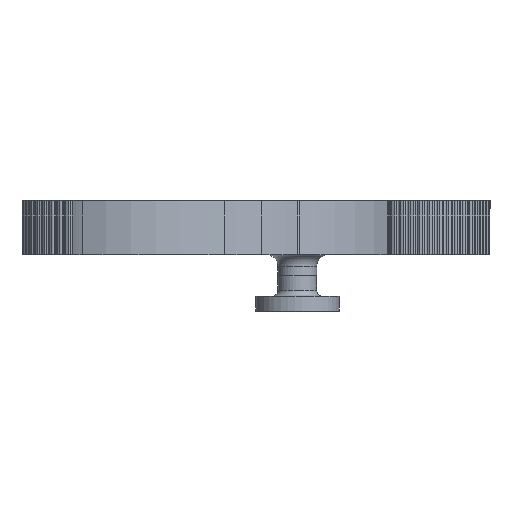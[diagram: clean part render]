
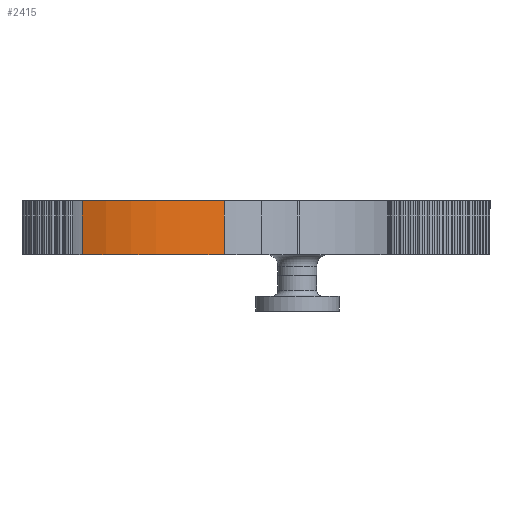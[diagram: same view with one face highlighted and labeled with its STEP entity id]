
A CAD part, left-side view. The second image highlights one B-rep face of the part: STEP entity #2415.
In plain terms, the highlighted cylindrical face has radius 50 mm (diameter 100 mm), a partial arc.
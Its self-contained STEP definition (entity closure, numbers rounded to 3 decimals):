
#196=LINE('',#3933,#381);
#216=LINE('',#4079,#401);
#381=VECTOR('',#3135,10.);
#401=VECTOR('',#3279,10.);
#543=CYLINDRICAL_SURFACE('',#2772,50.);
#665=FACE_OUTER_BOUND('',#800,.T.);
#800=EDGE_LOOP('',(#2126,#2127,#2128,#2129));
#927=CIRCLE('',#2676,50.);
#970=CIRCLE('',#2773,50.);
#1096=VERTEX_POINT('',#3930);
#1097=VERTEX_POINT('',#3932);
#1155=VERTEX_POINT('',#4056);
#1161=VERTEX_POINT('',#4077);
#1375=EDGE_CURVE('',#1097,#1096,#196,.T.);
#1439=EDGE_CURVE('',#1155,#1096,#927,.T.);
#1450=EDGE_CURVE('',#1161,#1155,#216,.T.);
#1549=EDGE_CURVE('',#1097,#1161,#970,.T.);
#2126=ORIENTED_EDGE('',*,*,#1450,.F.);
#2127=ORIENTED_EDGE('',*,*,#1549,.F.);
#2128=ORIENTED_EDGE('',*,*,#1375,.T.);
#2129=ORIENTED_EDGE('',*,*,#1439,.F.);
#2415=ADVANCED_FACE('',(#665),#543,.T.);
#2676=AXIS2_PLACEMENT_3D('',#4058,#3254,#3255);
#2772=AXIS2_PLACEMENT_3D('',#4276,#3513,#3514);
#2773=AXIS2_PLACEMENT_3D('',#4277,#3515,#3516);
#3135=DIRECTION('',(0.,0.,-1.));
#3254=DIRECTION('center_axis',(0.,0.,-1.));
#3255=DIRECTION('ref_axis',(-0.99,0.143,0.));
#3279=DIRECTION('',(0.,0.,-1.));
#3513=DIRECTION('center_axis',(0.,0.,-1.));
#3514=DIRECTION('ref_axis',(-0.99,0.143,0.));
#3515=DIRECTION('center_axis',(0.,0.,1.));
#3516=DIRECTION('ref_axis',(-0.99,0.143,0.));
#3930=CARTESIAN_POINT('',(-35.,55.,-18.));
#3932=CARTESIAN_POINT('',(-35.,55.,0.));
#3933=CARTESIAN_POINT('',(-35.,55.,0.));
#4056=CARTESIAN_POINT('',(-18.268,10.078,-18.));
#4058=CARTESIAN_POINT('Origin',(14.487,47.855,-18.));
#4077=CARTESIAN_POINT('',(-18.268,10.078,0.));
#4079=CARTESIAN_POINT('',(-18.268,10.078,0.));
#4276=CARTESIAN_POINT('Origin',(14.487,47.855,0.));
#4277=CARTESIAN_POINT('Origin',(14.487,47.855,0.));
